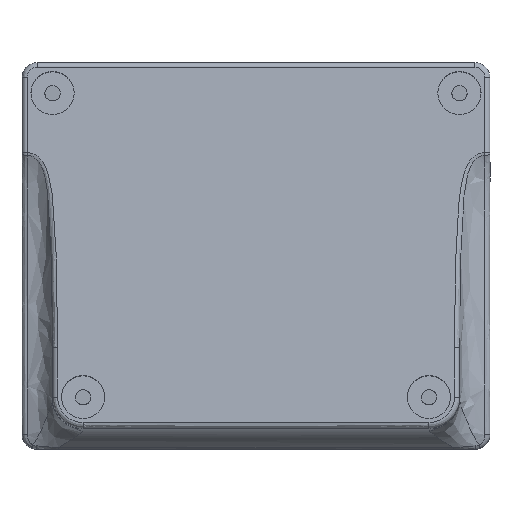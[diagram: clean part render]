
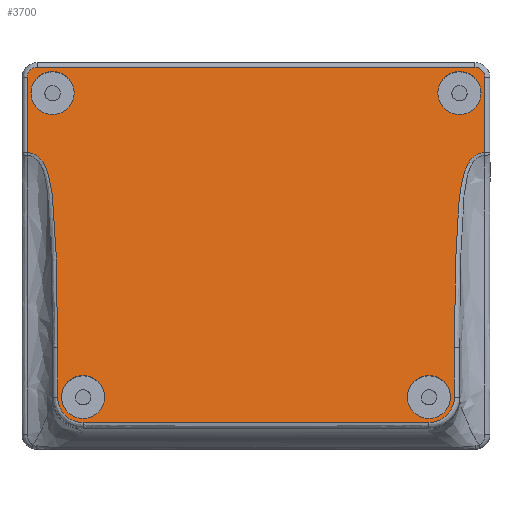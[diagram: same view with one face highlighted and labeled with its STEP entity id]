
A CAD part, front view. The second image highlights one B-rep face of the part: STEP entity #3700.
In plain terms, the highlighted planar face has unit normal (0, -0.993, 0.122).
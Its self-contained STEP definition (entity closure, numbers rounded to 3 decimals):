
#16=ELLIPSE('',#4055,2.015,2.);
#18=ELLIPSE('',#4060,2.015,2.);
#57=B_SPLINE_CURVE_WITH_KNOTS('',3,(#6128,#6129,#6130,#6131,#6132,#6133,
#6134,#6135,#6136,#6137),.UNSPECIFIED.,.F.,.F.,(4,1,1,1,1,1,1,4),(0.,0.146,
0.292,0.584,1.168,1.606,2.336,
4.087),.UNSPECIFIED.);
#59=B_SPLINE_CURVE_WITH_KNOTS('',3,(#6183,#6184,#6185,#6186,#6187,#6188),
 .UNSPECIFIED.,.F.,.F.,(4,1,1,4),(0.,0.225,
0.449,0.786),.UNSPECIFIED.);
#60=B_SPLINE_CURVE_WITH_KNOTS('',3,(#6210,#6211,#6212,#6213),
 .UNSPECIFIED.,.F.,.F.,(4,4),(-6.8,0.),.UNSPECIFIED.);
#63=B_SPLINE_CURVE_WITH_KNOTS('',3,(#6259,#6260,#6261,#6262,#6263,#6264),
 .UNSPECIFIED.,.F.,.F.,(4,1,1,4),(0.,0.337,0.562,
0.786),.UNSPECIFIED.);
#65=B_SPLINE_CURVE_WITH_KNOTS('',3,(#6334,#6335,#6336,#6337,#6338,#6339,
#6340,#6341,#6342,#6343),.UNSPECIFIED.,.F.,.F.,(4,1,1,1,1,1,1,4),(0.,1.752,
2.92,3.504,3.577,3.796,3.942,
4.088),.UNSPECIFIED.);
#102=FACE_BOUND('',#795,.T.);
#103=FACE_BOUND('',#796,.T.);
#104=FACE_BOUND('',#797,.T.);
#105=FACE_BOUND('',#798,.T.);
#313=CIRCLE('',#4077,4.25);
#314=CIRCLE('',#4078,4.25);
#315=CIRCLE('',#4079,4.25);
#316=CIRCLE('',#4080,4.25);
#548=FACE_OUTER_BOUND('',#794,.T.);
#794=EDGE_LOOP('',(#3107,#3108,#3109,#3110,#3111,#3112,#3113,#3114,#3115,
#3116,#3117,#3118));
#795=EDGE_LOOP('',(#3119));
#796=EDGE_LOOP('',(#3120));
#797=EDGE_LOOP('',(#3121));
#798=EDGE_LOOP('',(#3122));
#1120=LINE('',#6143,#1434);
#1122=LINE('',#6270,#1436);
#1123=LINE('',#6355,#1437);
#1125=LINE('',#6391,#1439);
#1127=LINE('',#6423,#1441);
#1434=VECTOR('',#4935,10.);
#1436=VECTOR('',#4947,10.);
#1437=VECTOR('',#4966,10.);
#1439=VECTOR('',#4978,10.);
#1441=VECTOR('',#4988,10.);
#1739=VERTEX_POINT('',#6112);
#1742=VERTEX_POINT('',#6126);
#1743=VERTEX_POINT('',#6139);
#1745=VERTEX_POINT('',#6174);
#1747=VERTEX_POINT('',#6209);
#1749=VERTEX_POINT('',#6250);
#1751=VERTEX_POINT('',#6266);
#1753=VERTEX_POINT('',#6321);
#1757=VERTEX_POINT('',#6353);
#1759=VERTEX_POINT('',#6383);
#1761=VERTEX_POINT('',#6389);
#1762=VERTEX_POINT('',#6418);
#1777=VERTEX_POINT('',#7230);
#1778=VERTEX_POINT('',#7232);
#1779=VERTEX_POINT('',#7234);
#1780=VERTEX_POINT('',#7236);
#2194=EDGE_CURVE('',#1742,#1739,#57,.T.);
#2197=EDGE_CURVE('',#1739,#1743,#1120,.T.);
#2200=EDGE_CURVE('',#1743,#1745,#59,.T.);
#2201=EDGE_CURVE('',#1745,#1747,#60,.T.);
#2206=EDGE_CURVE('',#1747,#1749,#63,.T.);
#2209=EDGE_CURVE('',#1749,#1751,#1122,.T.);
#2212=EDGE_CURVE('',#1751,#1753,#65,.T.);
#2218=EDGE_CURVE('',#1757,#1742,#1123,.T.);
#2221=EDGE_CURVE('',#1759,#1757,#16,.T.);
#2224=EDGE_CURVE('',#1761,#1759,#1125,.T.);
#2227=EDGE_CURVE('',#1762,#1761,#18,.T.);
#2229=EDGE_CURVE('',#1753,#1762,#1127,.T.);
#2262=EDGE_CURVE('',#1777,#1777,#313,.T.);
#2263=EDGE_CURVE('',#1778,#1778,#314,.T.);
#2264=EDGE_CURVE('',#1779,#1779,#315,.T.);
#2265=EDGE_CURVE('',#1780,#1780,#316,.T.);
#3107=ORIENTED_EDGE('',*,*,#2194,.F.);
#3108=ORIENTED_EDGE('',*,*,#2218,.F.);
#3109=ORIENTED_EDGE('',*,*,#2221,.F.);
#3110=ORIENTED_EDGE('',*,*,#2224,.F.);
#3111=ORIENTED_EDGE('',*,*,#2227,.F.);
#3112=ORIENTED_EDGE('',*,*,#2229,.F.);
#3113=ORIENTED_EDGE('',*,*,#2212,.F.);
#3114=ORIENTED_EDGE('',*,*,#2209,.F.);
#3115=ORIENTED_EDGE('',*,*,#2206,.F.);
#3116=ORIENTED_EDGE('',*,*,#2201,.F.);
#3117=ORIENTED_EDGE('',*,*,#2200,.F.);
#3118=ORIENTED_EDGE('',*,*,#2197,.F.);
#3119=ORIENTED_EDGE('',*,*,#2262,.T.);
#3120=ORIENTED_EDGE('',*,*,#2263,.T.);
#3121=ORIENTED_EDGE('',*,*,#2264,.T.);
#3122=ORIENTED_EDGE('',*,*,#2265,.T.);
#3495=PLANE('',#4076);
#3700=ADVANCED_FACE('',(#548,#102,#103,#104,#105),#3495,.T.);
#4055=AXIS2_PLACEMENT_3D('',#6385,#4970,#4971);
#4060=AXIS2_PLACEMENT_3D('',#6420,#4982,#4983);
#4076=AXIS2_PLACEMENT_3D('',#7229,#5018,#5019);
#4077=AXIS2_PLACEMENT_3D('',#7231,#5020,#5021);
#4078=AXIS2_PLACEMENT_3D('',#7233,#5022,#5023);
#4079=AXIS2_PLACEMENT_3D('',#7235,#5024,#5025);
#4080=AXIS2_PLACEMENT_3D('',#7237,#5026,#5027);
#4935=DIRECTION('',(0.,-0.122,-0.993));
#4947=DIRECTION('',(0.,0.122,0.993));
#4966=DIRECTION('',(0.,-0.122,-0.993));
#4970=DIRECTION('center_axis',(0.,0.993,-0.122));
#4971=DIRECTION('ref_axis',(0.,0.122,0.993));
#4978=DIRECTION('',(1.,0.,0.));
#4982=DIRECTION('center_axis',(0.,0.993,-0.122));
#4983=DIRECTION('ref_axis',(0.,0.122,0.993));
#4988=DIRECTION('',(0.,0.122,0.993));
#5018=DIRECTION('center_axis',(0.,-0.993,0.122));
#5019=DIRECTION('ref_axis',(0.,-0.122,-0.993));
#5020=DIRECTION('center_axis',(0.,0.993,-0.122));
#5021=DIRECTION('ref_axis',(1.,0.,0.));
#5022=DIRECTION('center_axis',(0.,0.993,-0.122));
#5023=DIRECTION('ref_axis',(1.,0.,0.));
#5024=DIRECTION('center_axis',(0.,0.993,-0.122));
#5025=DIRECTION('ref_axis',(1.,0.,0.));
#5026=DIRECTION('center_axis',(0.,0.993,-0.122));
#5027=DIRECTION('ref_axis',(1.,0.,0.));
#6112=CARTESIAN_POINT('',(82.,-9.879,-50.025));
#6126=CARTESIAN_POINT('',(88.,-5.172,-11.687));
#6128=CARTESIAN_POINT('Ctrl Pts',(88.,-5.172,-11.687));
#6129=CARTESIAN_POINT('Ctrl Pts',(87.513,-5.172,-11.687));
#6130=CARTESIAN_POINT('Ctrl Pts',(86.543,-5.199,-11.907));
#6131=CARTESIAN_POINT('Ctrl Pts',(84.97,-5.349,-13.135));
#6132=CARTESIAN_POINT('Ctrl Pts',(83.537,-5.734,-16.27));
#6133=CARTESIAN_POINT('Ctrl Pts',(82.944,-6.265,-20.594));
#6134=CARTESIAN_POINT('Ctrl Pts',(82.464,-6.974,-26.364));
#6135=CARTESIAN_POINT('Ctrl Pts',(82.114,-8.16,-36.023));
#6136=CARTESIAN_POINT('Ctrl Pts',(82.,-9.167,-44.229));
#6137=CARTESIAN_POINT('Ctrl Pts',(82.,-9.879,-50.025));
#6139=CARTESIAN_POINT('',(82.,-11.074,-59.754));
#6143=CARTESIAN_POINT('',(82.,-8.191,-36.274));
#6174=CARTESIAN_POINT('',(77.,-11.684,-64.727));
#6183=CARTESIAN_POINT('Ctrl Pts',(82.,-11.074,-59.754));
#6184=CARTESIAN_POINT('Ctrl Pts',(82.,-11.165,-60.497));
#6185=CARTESIAN_POINT('Ctrl Pts',(81.658,-11.347,-61.981));
#6186=CARTESIAN_POINT('Ctrl Pts',(79.987,-11.604,-64.072));
#6187=CARTESIAN_POINT('Ctrl Pts',(78.123,-11.684,-64.727));
#6188=CARTESIAN_POINT('Ctrl Pts',(77.,-11.684,-64.727));
#6209=CARTESIAN_POINT('',(9.,-11.684,-64.727));
#6210=CARTESIAN_POINT('Ctrl Pts',(77.,-11.684,-64.727));
#6211=CARTESIAN_POINT('Ctrl Pts',(54.333,-11.684,-64.727));
#6212=CARTESIAN_POINT('Ctrl Pts',(31.667,-11.684,-64.727));
#6213=CARTESIAN_POINT('Ctrl Pts',(9.,-11.684,-64.727));
#6250=CARTESIAN_POINT('',(4.,-11.074,-59.754));
#6259=CARTESIAN_POINT('Ctrl Pts',(9.,-11.684,-64.727));
#6260=CARTESIAN_POINT('Ctrl Pts',(7.877,-11.684,-64.727));
#6261=CARTESIAN_POINT('Ctrl Pts',(6.012,-11.604,-64.072));
#6262=CARTESIAN_POINT('Ctrl Pts',(4.342,-11.347,-61.98));
#6263=CARTESIAN_POINT('Ctrl Pts',(4.,-11.165,-60.497));
#6264=CARTESIAN_POINT('Ctrl Pts',(4.,-11.074,-59.754));
#6266=CARTESIAN_POINT('',(4.,-9.879,-50.025));
#6270=CARTESIAN_POINT('',(4.,-8.191,-36.274));
#6321=CARTESIAN_POINT('',(-2.,-5.172,-11.687));
#6334=CARTESIAN_POINT('Ctrl Pts',(4.,-9.879,-50.025));
#6335=CARTESIAN_POINT('Ctrl Pts',(4.,-9.167,-44.228));
#6336=CARTESIAN_POINT('Ctrl Pts',(3.871,-7.981,-34.564));
#6337=CARTESIAN_POINT('Ctrl Pts',(3.397,-6.56,-22.993));
#6338=CARTESIAN_POINT('Ctrl Pts',(2.556,-5.822,-16.984));
#6339=CARTESIAN_POINT('Ctrl Pts',(1.549,-5.488,-14.262));
#6340=CARTESIAN_POINT('Ctrl Pts',(0.825,-5.33,-12.978));
#6341=CARTESIAN_POINT('Ctrl Pts',(-0.539,-5.199,
-11.909));
#6342=CARTESIAN_POINT('Ctrl Pts',(-1.513,-5.172,-11.687));
#6343=CARTESIAN_POINT('Ctrl Pts',(-2.,-5.172,-11.687));
#6353=CARTESIAN_POINT('',(88.,-3.353,3.122));
#6355=CARTESIAN_POINT('',(88.,-5.293,-12.677));
#6383=CARTESIAN_POINT('',(86.,-3.108,5.122));
#6385=CARTESIAN_POINT('Origin',(86.,-3.353,3.122));
#6389=CARTESIAN_POINT('',(0.,-3.108,5.122));
#6391=CARTESIAN_POINT('',(20.,-3.108,5.122));
#6418=CARTESIAN_POINT('',(-2.,-3.353,3.122));
#6420=CARTESIAN_POINT('Origin',(0.,-3.353,
3.122));
#6423=CARTESIAN_POINT('',(-2.,-9.89,-50.113));
#7229=CARTESIAN_POINT('Origin',(43.,-7.631,-31.717));
#7230=CARTESIAN_POINT('',(-1.25,-3.731,0.045));
#7231=CARTESIAN_POINT('Origin',(3.,-3.731,0.045));
#7232=CARTESIAN_POINT('',(4.75,-11.069,-59.717));
#7233=CARTESIAN_POINT('Origin',(9.,-11.069,-59.717));
#7234=CARTESIAN_POINT('',(78.75,-3.731,0.045));
#7235=CARTESIAN_POINT('Origin',(83.,-3.731,0.045));
#7236=CARTESIAN_POINT('',(72.75,-11.069,-59.717));
#7237=CARTESIAN_POINT('Origin',(77.,-11.069,-59.717));
